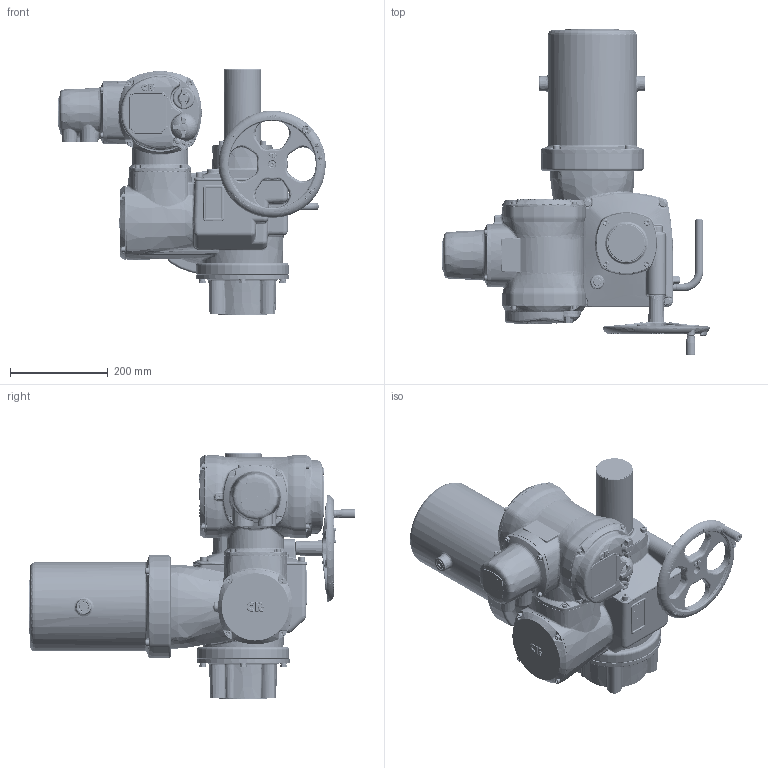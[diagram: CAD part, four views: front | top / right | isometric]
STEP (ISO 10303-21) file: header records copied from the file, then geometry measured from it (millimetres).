
FILE_DESCRIPTION(/* description */ ('Unknown'),/* implementation_level */ '2;1');
FILE_NAME(/* name */ 'A900N0B000',/* time_stamp */ '2018-12-14T18:15:57+06:00',/* author */ ('Unknown'),/* organization */ ('Unknown'),/* preprocessor_version */ 'ST-DEVELOPER v16.7',/* originating_system */ 'DEX',/* authorisation */ $);
FILE_SCHEMA (('AP242_MANAGED_MODEL_BASED_3D_ENGINEERING_MIM_LF { 1 0 10303 442 1 1 4 }','AUTOMOTIVE_DESIGN {1 0 10303 214 3 1 1}'));
Length unit declared in the file: millimetre
Products named in the file (1): A900N0B000
Bounding box: 548.57 x 670.17 x 504.74 mm (x, y, z)
Volume: 31086826.5 mm3; surface area: 1127084.2 mm2
Topology: 1 solids, 30 shells, 10272 faces, 24768 edges, 14867 vertices
Faces by surface type: plane 3512, bspline 2832, cylinder 2531, torus 742, cone 524, sphere 131
Full cylindrical faces by diameter (mm): 0.65 x1, 1.152 x1, 3 x2, 4.917 x18, 6 x12, 6.45 x1, 6.47 x1, 6.5 x8, 6.647 x12, 7 x2, 8 x8, 8.2 x1, 8.4 x4, 10 x31, 10.22 x4, 10.5 x4, 11.63 x4, 12 x2, 13 x5, 13.25 x8, 13.5 x17, 13.835 x8, 15.5 x1, 16 x8, 16.1 x1, 17 x4, 18 x2, 18.376 x1, 18.5 x4, 19 x1
Entity records: 450617 total; most frequent: CARTESIAN_POINT 166004, ORIENTED_EDGE 47622, DIRECTION 36906, EDGE_CURVE 23811, VERTEX_POINT 14642, AXIS2_PLACEMENT_3D 13298, FACE_BOUND 11359, EDGE_LOOP 11305
